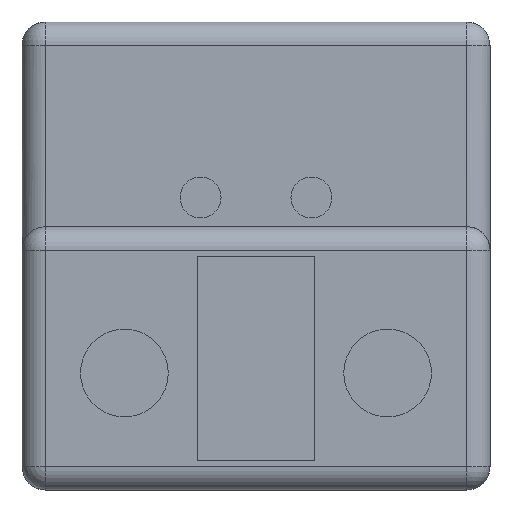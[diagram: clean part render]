
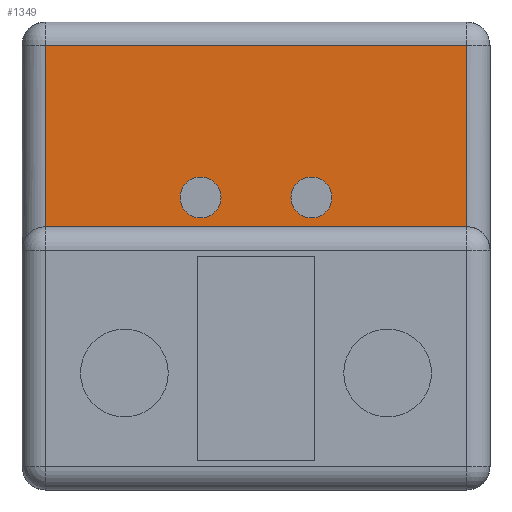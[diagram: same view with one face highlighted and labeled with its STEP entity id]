
A CAD part, front view. The second image highlights one B-rep face of the part: STEP entity #1349.
In plain terms, the highlighted planar face has unit normal (0, -1, 0).
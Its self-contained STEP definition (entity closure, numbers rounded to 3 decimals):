
#163=DIRECTION('',(-1.,0.,0.));
#164=VECTOR('',#163,7.2);
#165=CARTESIAN_POINT('',(3.6,-4.25,-0.4));
#166=LINE('',#165,#164);
#201=DIRECTION('',(0.,0.,1.));
#202=VECTOR('',#201,3.1);
#203=CARTESIAN_POINT('',(3.6,-4.25,-3.5));
#204=LINE('',#203,#202);
#215=DIRECTION('',(-1.,0.,0.));
#216=VECTOR('',#215,7.2);
#217=CARTESIAN_POINT('',(3.6,-4.25,-3.5));
#218=LINE('',#217,#216);
#222=CARTESIAN_POINT('',(0.947,-4.25,-3.));
#223=DIRECTION('',(0.,-1.,0.));
#224=DIRECTION('',(1.,0.,0.));
#225=AXIS2_PLACEMENT_3D('',#222,#223,#224);
#230=CARTESIAN_POINT('',(0.947,-4.25,-3.));
#231=DIRECTION('',(0.,-1.,0.));
#232=DIRECTION('',(-1.,0.,0.));
#233=AXIS2_PLACEMENT_3D('',#230,#231,#232);
#238=CARTESIAN_POINT('',(-0.947,-4.25,-3.));
#239=DIRECTION('',(0.,-1.,0.));
#240=DIRECTION('',(-1.,0.,0.));
#241=AXIS2_PLACEMENT_3D('',#238,#239,#240);
#246=CARTESIAN_POINT('',(-0.947,-4.25,-3.));
#247=DIRECTION('',(0.,-1.,0.));
#248=DIRECTION('',(1.,0.,0.));
#249=AXIS2_PLACEMENT_3D('',#246,#247,#248);
#653=DIRECTION('',(0.,0.,-1.));
#654=VECTOR('',#653,3.1);
#655=CARTESIAN_POINT('',(-3.6,-4.25,-0.4));
#656=LINE('',#655,#654);
#1045=CARTESIAN_POINT('',(3.6,-4.25,-3.5));
#1046=CARTESIAN_POINT('',(-3.6,-4.25,-3.5));
#1047=VERTEX_POINT('',#1045);
#1048=VERTEX_POINT('',#1046);
#1049=CARTESIAN_POINT('',(-3.6,-4.25,-0.4));
#1050=VERTEX_POINT('',#1049);
#1051=CARTESIAN_POINT('',(3.6,-4.25,-0.4));
#1052=VERTEX_POINT('',#1051);
#1152=CARTESIAN_POINT('',(1.297,-4.25,-3.));
#1153=CARTESIAN_POINT('',(0.597,-4.25,-3.));
#1154=VERTEX_POINT('',#1152);
#1155=VERTEX_POINT('',#1153);
#1156=CARTESIAN_POINT('',(-1.297,-4.25,-3.));
#1157=CARTESIAN_POINT('',(-0.597,-4.25,-3.));
#1158=VERTEX_POINT('',#1156);
#1159=VERTEX_POINT('',#1157);
#1324=CARTESIAN_POINT('',(-4.,-4.25,0.));
#1325=DIRECTION('',(0.,-1.,0.));
#1326=DIRECTION('',(1.,0.,0.));
#1327=AXIS2_PLACEMENT_3D('',#1324,#1325,#1326);
#1328=PLANE('',#1327);
#1330=ORIENTED_EDGE('',*,*,#1329,.T.);
#1332=ORIENTED_EDGE('',*,*,#1331,.F.);
#1333=ORIENTED_EDGE('',*,*,#1289,.F.);
#1334=ORIENTED_EDGE('',*,*,#1315,.F.);
#1335=EDGE_LOOP('',(#1330,#1332,#1333,#1334));
#1336=FACE_OUTER_BOUND('',#1335,.F.);
#1338=ORIENTED_EDGE('',*,*,#1337,.T.);
#1340=ORIENTED_EDGE('',*,*,#1339,.T.);
#1341=EDGE_LOOP('',(#1338,#1340));
#1342=FACE_BOUND('',#1341,.F.);
#1344=ORIENTED_EDGE('',*,*,#1343,.T.);
#1346=ORIENTED_EDGE('',*,*,#1345,.T.);
#1347=EDGE_LOOP('',(#1344,#1346));
#1348=FACE_BOUND('',#1347,.F.);
#1349=ADVANCED_FACE('',(#1336,#1342,#1348),#1328,.T.);
#226=CIRCLE('',#225,0.35);
#234=CIRCLE('',#233,0.35);
#242=CIRCLE('',#241,0.35);
#250=CIRCLE('',#249,0.35);
#1289=EDGE_CURVE('',#1052,#1050,#166,.T.);
#1315=EDGE_CURVE('',#1047,#1052,#204,.T.);
#1329=EDGE_CURVE('',#1047,#1048,#218,.T.);
#1331=EDGE_CURVE('',#1050,#1048,#656,.T.);
#1337=EDGE_CURVE('',#1154,#1155,#226,.T.);
#1339=EDGE_CURVE('',#1155,#1154,#234,.T.);
#1343=EDGE_CURVE('',#1158,#1159,#242,.T.);
#1345=EDGE_CURVE('',#1159,#1158,#250,.T.);
